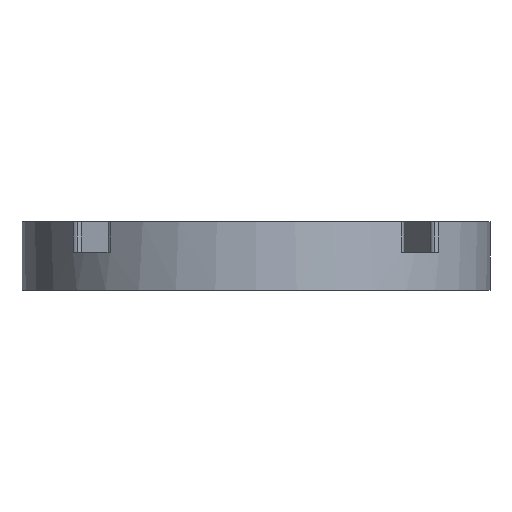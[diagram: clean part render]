
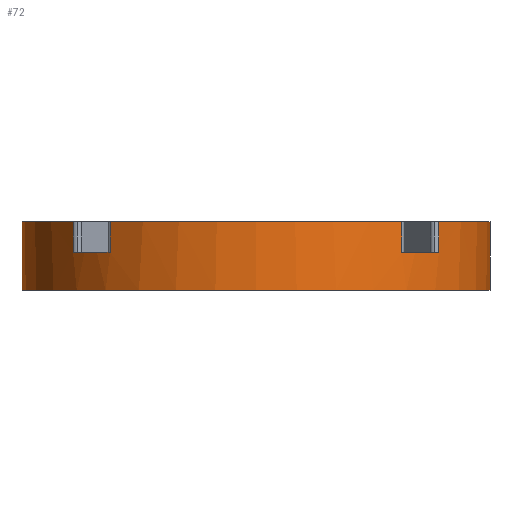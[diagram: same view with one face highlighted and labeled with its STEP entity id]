
A CAD part, front view. The second image highlights one B-rep face of the part: STEP entity #72.
In plain terms, the highlighted cylindrical face has radius 18.5 mm (diameter 37 mm), a partial arc.
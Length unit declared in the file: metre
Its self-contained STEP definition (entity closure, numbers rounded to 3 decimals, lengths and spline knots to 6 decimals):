
#72=ADVANCED_FACE('1:8366',(#161),#162,.T.);
#161=FACE_OUTER_BOUND('',#304,.T.);
#162=CYLINDRICAL_SURFACE('',#305,0.0185);
#304=EDGE_LOOP('',(#556,#557,#558,#559,#560,#561,#562,#563,#564,#565,#566,#567));
#305=AXIS2_PLACEMENT_3D('',#568,#569,#570);
#556=ORIENTED_EDGE('',*,*,#1056,.F.);
#557=ORIENTED_EDGE('',*,*,#1057,.T.);
#558=ORIENTED_EDGE('',*,*,#1046,.F.);
#559=ORIENTED_EDGE('',*,*,#1058,.F.);
#560=ORIENTED_EDGE('',*,*,#1059,.F.);
#561=ORIENTED_EDGE('',*,*,#1060,.T.);
#562=ORIENTED_EDGE('',*,*,#1061,.F.);
#563=ORIENTED_EDGE('',*,*,#1062,.F.);
#564=ORIENTED_EDGE('',*,*,#1063,.F.);
#565=ORIENTED_EDGE('',*,*,#1064,.T.);
#566=ORIENTED_EDGE('',*,*,#1065,.F.);
#567=ORIENTED_EDGE('',*,*,#1066,.T.);
#568=CARTESIAN_POINT('',(-0.031085,-0.064185,-0.006708));
#569=DIRECTION('',(0.,0.,-1.0));
#570=DIRECTION('',(1.0,0.0,0.));
#1046=EDGE_CURVE('1:8561',#1291,#1293,#1294,.T.);
#1056=EDGE_CURVE('',#1312,#1313,#1314,.T.);
#1057=EDGE_CURVE('1:8558',#1312,#1293,#1315,.F.);
#1058=EDGE_CURVE('1:8564',#1316,#1291,#1317,.T.);
#1059=EDGE_CURVE('1:8567',#1318,#1316,#1319,.T.);
#1060=EDGE_CURVE('1:8570',#1318,#1320,#1321,.F.);
#1061=EDGE_CURVE('1:8573',#1322,#1320,#1323,.T.);
#1062=EDGE_CURVE('1:8576',#1324,#1322,#1325,.T.);
#1063=EDGE_CURVE('1:8579',#1326,#1324,#1327,.T.);
#1064=EDGE_CURVE('1:8537',#1326,#1328,#1329,.F.);
#1065=EDGE_CURVE('',#1330,#1328,#1331,.T.);
#1066=EDGE_CURVE('1:8588',#1330,#1313,#1332,.T.);
#1291=VERTEX_POINT('',#1632);
#1293=VERTEX_POINT('',#1634);
#1294=LINE('',#1635,#1636);
#1312=VERTEX_POINT('',#1658);
#1313=VERTEX_POINT('',#1659);
#1314=LINE('',#1660,#1661);
#1315=CIRCLE('',#1662,0.0185);
#1316=VERTEX_POINT('',#1663);
#1317=CIRCLE('',#1664,0.0185);
#1318=VERTEX_POINT('',#1665);
#1319=LINE('',#1666,#1667);
#1320=VERTEX_POINT('',#1668);
#1321=CIRCLE('',#1669,0.0185);
#1322=VERTEX_POINT('',#1670);
#1323=LINE('',#1671,#1672);
#1324=VERTEX_POINT('',#1673);
#1325=CIRCLE('',#1674,0.0185);
#1326=VERTEX_POINT('',#1675);
#1327=LINE('',#1676,#1677);
#1328=VERTEX_POINT('',#1678);
#1329=CIRCLE('',#1679,0.0185);
#1330=VERTEX_POINT('',#1680);
#1331=LINE('',#1681,#1682);
#1332=CIRCLE('',#1683,0.0185);
#1632=CARTESIAN_POINT('',(-0.01663,-0.07573,-0.011008));
#1634=CARTESIAN_POINT('',(-0.01663,-0.07573,-0.008568));
#1635=CARTESIAN_POINT('',(-0.01663,-0.07573,-0.006708));
#1636=VECTOR('',#1992,1.0);
#1658=CARTESIAN_POINT('',(-0.012585,-0.064185,-0.008568));
#1659=CARTESIAN_POINT('',(-0.012585,-0.064185,-0.01401));
#1660=CARTESIAN_POINT('',(-0.012585,-0.064185,-0.011289));
#1661=VECTOR('',#2012,1.0);
#1662=AXIS2_PLACEMENT_3D('',#2013,#2014,#2015);
#1663=CARTESIAN_POINT('',(-0.019551,-0.078649,-0.011008));
#1664=AXIS2_PLACEMENT_3D('',#2016,#2017,#2018);
#1665=CARTESIAN_POINT('',(-0.019551,-0.078649,-0.008568));
#1666=CARTESIAN_POINT('',(-0.019551,-0.078649,-0.006708));
#1667=VECTOR('',#2019,1.0);
#1668=CARTESIAN_POINT('',(-0.042623,-0.078645,-0.008568));
#1669=AXIS2_PLACEMENT_3D('',#2020,#2021,#2022);
#1670=CARTESIAN_POINT('',(-0.042623,-0.078645,-0.011008));
#1671=CARTESIAN_POINT('',(-0.042623,-0.078645,-0.006708));
#1672=VECTOR('',#2023,1.0);
#1673=CARTESIAN_POINT('',(-0.045546,-0.075722,-0.011008));
#1674=AXIS2_PLACEMENT_3D('',#2024,#2025,#2026);
#1675=CARTESIAN_POINT('',(-0.045546,-0.075722,-0.008568));
#1676=CARTESIAN_POINT('',(-0.045546,-0.075722,-0.006708));
#1677=VECTOR('',#2027,1.0);
#1678=CARTESIAN_POINT('',(-0.049585,-0.064185,-0.008568));
#1679=AXIS2_PLACEMENT_3D('',#2028,#2029,#2030);
#1680=CARTESIAN_POINT('',(-0.049585,-0.064185,-0.01401));
#1681=CARTESIAN_POINT('',(-0.049585,-0.064185,-0.011289));
#1682=VECTOR('',#2031,1.0);
#1683=AXIS2_PLACEMENT_3D('',#2032,#2033,#2034);
#1992=DIRECTION('',(0.,0.,1.0));
#2012=DIRECTION('',(0.,0.,-1.0));
#2013=CARTESIAN_POINT('',(-0.031085,-0.064185,-0.008568));
#2014=DIRECTION('',(0.,0.,1.0));
#2015=DIRECTION('',(1.0,0.,0.));
#2016=CARTESIAN_POINT('',(-0.031085,-0.064185,-0.011008));
#2017=DIRECTION('',(0.,0.,1.0));
#2018=DIRECTION('',(1.0,0.,0.));
#2019=DIRECTION('',(0.,0.,-1.0));
#2020=CARTESIAN_POINT('',(-0.031085,-0.064185,-0.008568));
#2021=DIRECTION('',(0.,0.,1.0));
#2022=DIRECTION('',(1.0,0.,0.));
#2023=DIRECTION('',(0.,0.,1.0));
#2024=CARTESIAN_POINT('',(-0.031085,-0.064185,-0.011008));
#2025=DIRECTION('',(0.,0.,1.0));
#2026=DIRECTION('',(1.0,0.,0.));
#2027=DIRECTION('',(0.,0.,-1.0));
#2028=CARTESIAN_POINT('',(-0.031085,-0.064185,-0.008568));
#2029=DIRECTION('',(0.,0.,1.0));
#2030=DIRECTION('',(1.0,0.,0.));
#2031=DIRECTION('',(0.,0.,1.0));
#2032=CARTESIAN_POINT('',(-0.031085,-0.064185,-0.01401));
#2033=DIRECTION('',(0.,0.,1.0));
#2034=DIRECTION('',(1.0,0.,0.));
